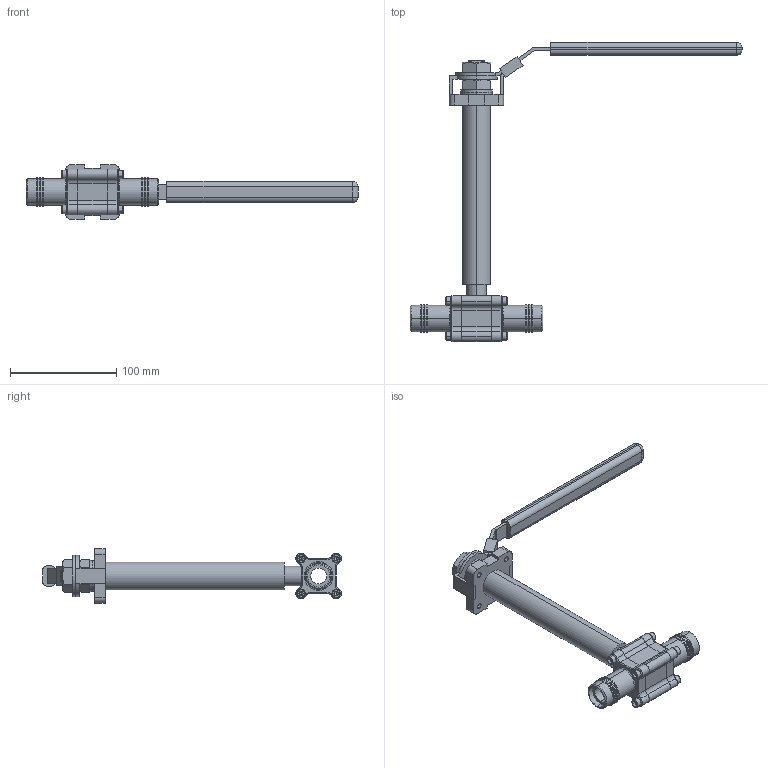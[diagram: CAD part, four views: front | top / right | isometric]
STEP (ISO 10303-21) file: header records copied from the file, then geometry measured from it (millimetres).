
FILE_DESCRIPTION (( 'STEP AP203' ), '1' );
FILE_NAME ('VCI-CRY-201H-900-0.75-SW-SW_HND.STEP', '2025-06-08T17:16:18', ( '' ), ( '' ), 'SwSTEP 2.0', 'SolidWorks 2025', '' );
FILE_SCHEMA (( 'CONFIG_CONTROL_DESIGN' ));
Length unit declared in the file: millimetre
Products named in the file (5): VCI-CRY-201H-900-0.75-SW-SW; flat washer type a narrow_ai_Preferred Narrow FW 0.5625; VCI-CRY-201H-900-0.75-SW-SW_HND; heavy hex jam nut_ai_HHJNUT 0.6250-18-B-N; socket head cap screw_ai_HX-SHCS 0.19-32x0.25x0.25-N
Assembly tree (13 placements, depth 2):
  VCI-CRY-201H-900-0.75-SW-SW_HND
    VCI-CRY-201H-900-0.75-SW-SW
    socket head cap screw_ai_HX-SHCS 0.19-32x0.25x0.25-N  x8
    flat washer type a narrow_ai_Preferred Narrow FW 0.5625  x2
    heavy hex jam nut_ai_HHJNUT 0.6250-18-B-N  x2
Bounding box: 312.6 x 281.5 x 51 mm (x, y, z)
Volume: 265434.5 mm3; surface area: 86102.5 mm2
Topology: 23 solids, 23 shells, 759 faces, 1845 edges, 1152 vertices
Faces by surface type: cylinder 274, plane 273, bspline 88, cone 72, torus 48, sphere 4
Entity records: 99955 total; most frequent: CARTESIAN_POINT 87018, ORIENTED_EDGE 2714, DIRECTION 2388, EDGE_CURVE 1357, AXIS2_PLACEMENT_3D 936, VERTEX_POINT 877, EDGE_LOOP 618, FACE_OUTER_BOUND 534
